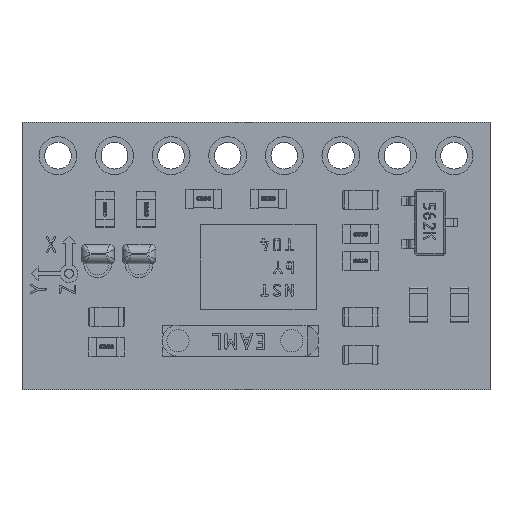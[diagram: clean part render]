
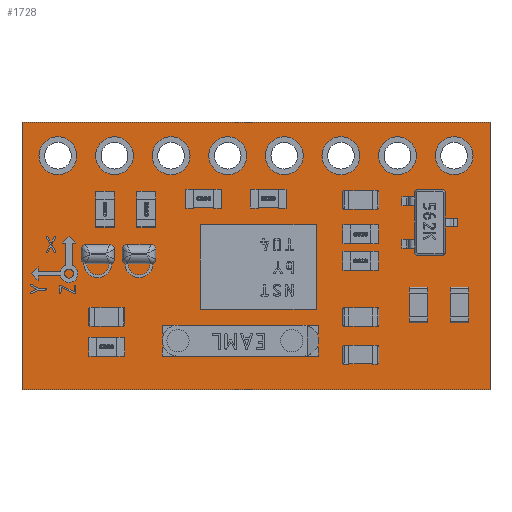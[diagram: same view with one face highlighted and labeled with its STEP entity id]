
A CAD part, top view. The second image highlights one B-rep face of the part: STEP entity #1728.
In plain terms, the highlighted planar face has unit normal (0, 0, 1).
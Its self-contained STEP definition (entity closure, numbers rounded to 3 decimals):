
#1728=ADVANCED_FACE('',(#16031,#16033,#16035,#16037,#16039,#16041,#16043,#16045,
#16047),#16049,.T.);
#16031=FACE_BOUND('',#16032,.T.);
#16032=EDGE_LOOP('',(#29179,#29180,#29181,#29182));
#16033=FACE_BOUND('',#16034,.T.);
#16034=EDGE_LOOP('',(#29183));
#16035=FACE_BOUND('',#16036,.T.);
#16036=EDGE_LOOP('',(#29184));
#16037=FACE_BOUND('',#16038,.T.);
#16038=EDGE_LOOP('',(#29185));
#16039=FACE_BOUND('',#16040,.T.);
#16040=EDGE_LOOP('',(#29186));
#16041=FACE_BOUND('',#16042,.T.);
#16042=EDGE_LOOP('',(#29187));
#16043=FACE_BOUND('',#16044,.T.);
#16044=EDGE_LOOP('',(#29188));
#16045=FACE_BOUND('',#16046,.T.);
#16046=EDGE_LOOP('',(#29189));
#16047=FACE_BOUND('',#16048,.T.);
#16048=EDGE_LOOP('',(#29190));
#16049=PLANE('',#16050);
#16050=AXIS2_PLACEMENT_3D('',#16051,#16052,#16053);
#16051=CARTESIAN_POINT('',(0.,0.,1.7));
#16052=DIRECTION('',(0.,0.,1.));
#16053=DIRECTION('',(-1.,0.,0.));
#29179=ORIENTED_EDGE('',*,*,#41799,.T.);
#29180=ORIENTED_EDGE('',*,*,#41800,.T.);
#29181=ORIENTED_EDGE('',*,*,#41801,.T.);
#29182=ORIENTED_EDGE('',*,*,#41802,.T.);
#29183=ORIENTED_EDGE('',*,*,#41803,.T.);
#29184=ORIENTED_EDGE('',*,*,#41804,.T.);
#29185=ORIENTED_EDGE('',*,*,#41805,.T.);
#29186=ORIENTED_EDGE('',*,*,#41806,.T.);
#29187=ORIENTED_EDGE('',*,*,#41807,.T.);
#29188=ORIENTED_EDGE('',*,*,#41808,.T.);
#29189=ORIENTED_EDGE('',*,*,#41809,.T.);
#29190=ORIENTED_EDGE('',*,*,#41810,.T.);
#41799=EDGE_CURVE('',#46794,#46795,#46796,.T.);
#41800=EDGE_CURVE('',#46795,#46797,#46798,.T.);
#41801=EDGE_CURVE('',#46797,#46799,#46800,.T.);
#41802=EDGE_CURVE('',#46799,#46794,#46801,.T.);
#41803=EDGE_CURVE('',#46802,#46802,#46803,.F.);
#41804=EDGE_CURVE('',#46804,#46804,#46805,.F.);
#41805=EDGE_CURVE('',#46806,#46806,#46807,.F.);
#41806=EDGE_CURVE('',#46808,#46808,#46809,.F.);
#41807=EDGE_CURVE('',#46810,#46810,#46811,.F.);
#41808=EDGE_CURVE('',#46812,#46812,#46813,.F.);
#41809=EDGE_CURVE('',#46814,#46814,#46815,.F.);
#41810=EDGE_CURVE('',#46816,#46816,#46817,.F.);
#46794=VERTEX_POINT('',#54999);
#46795=VERTEX_POINT('',#55000);
#46796=LINE('',#55001,#55002);
#46797=VERTEX_POINT('',#55004);
#46798=LINE('',#55005,#55006);
#46799=VERTEX_POINT('',#55008);
#46800=LINE('',#55009,#55010);
#46801=LINE('',#55012,#55013);
#46802=VERTEX_POINT('',#55015);
#46803=CIRCLE('',#55016,0.6);
#46804=VERTEX_POINT('',#55020);
#46805=CIRCLE('',#55021,0.6);
#46806=VERTEX_POINT('',#55025);
#46807=CIRCLE('',#55026,0.6);
#46808=VERTEX_POINT('',#55030);
#46809=CIRCLE('',#55031,0.6);
#46810=VERTEX_POINT('',#55035);
#46811=CIRCLE('',#55036,0.6);
#46812=VERTEX_POINT('',#55040);
#46813=CIRCLE('',#55041,0.6);
#46814=VERTEX_POINT('',#55045);
#46815=CIRCLE('',#55046,0.6);
#46816=VERTEX_POINT('',#55050);
#46817=CIRCLE('',#55051,0.6);
#54999=CARTESIAN_POINT('',(-10.5,0.,1.7));
#55000=CARTESIAN_POINT('',(-10.5,-12.,1.7));
#55001=CARTESIAN_POINT('',(-10.5,0.,1.7));
#55002=VECTOR('',#55003,1.);
#55003=DIRECTION('',(0.,-1.,0.));
#55004=CARTESIAN_POINT('',(10.5,-12.,1.7));
#55005=CARTESIAN_POINT('',(-10.5,-12.,1.7));
#55006=VECTOR('',#55007,1.);
#55007=DIRECTION('',(1.,0.,0.));
#55008=CARTESIAN_POINT('',(10.5,0.,1.7));
#55009=CARTESIAN_POINT('',(10.5,-12.,1.7));
#55010=VECTOR('',#55011,1.);
#55011=DIRECTION('',(0.,1.,0.));
#55012=CARTESIAN_POINT('',(10.5,0.,1.7));
#55013=VECTOR('',#55014,1.);
#55014=DIRECTION('',(-1.,0.,0.));
#55015=CARTESIAN_POINT('',(0.67,-1.5,1.7));
#55016=AXIS2_PLACEMENT_3D('',#55017,#55018,#55019);
#55017=CARTESIAN_POINT('',(1.27,-1.5,1.7));
#55018=DIRECTION('',(0.,0.,1.));
#55019=DIRECTION('',(-1.,0.,0.));
#55020=CARTESIAN_POINT('',(-1.87,-1.5,1.7));
#55021=AXIS2_PLACEMENT_3D('',#55022,#55023,#55024);
#55022=CARTESIAN_POINT('',(-1.27,-1.5,1.7));
#55023=DIRECTION('',(0.,0.,1.));
#55024=DIRECTION('',(-1.,0.,0.));
#55025=CARTESIAN_POINT('',(3.21,-1.5,1.7));
#55026=AXIS2_PLACEMENT_3D('',#55027,#55028,#55029);
#55027=CARTESIAN_POINT('',(3.81,-1.5,1.7));
#55028=DIRECTION('',(0.,0.,1.));
#55029=DIRECTION('',(-1.,0.,0.));
#55030=CARTESIAN_POINT('',(-4.41,-1.5,1.7));
#55031=AXIS2_PLACEMENT_3D('',#55032,#55033,#55034);
#55032=CARTESIAN_POINT('',(-3.81,-1.5,1.7));
#55033=DIRECTION('',(0.,0.,1.));
#55034=DIRECTION('',(-1.,0.,0.));
#55035=CARTESIAN_POINT('',(5.75,-1.5,1.7));
#55036=AXIS2_PLACEMENT_3D('',#55037,#55038,#55039);
#55037=CARTESIAN_POINT('',(6.35,-1.5,1.7));
#55038=DIRECTION('',(0.,0.,1.));
#55039=DIRECTION('',(-1.,0.,0.));
#55040=CARTESIAN_POINT('',(8.29,-1.5,1.7));
#55041=AXIS2_PLACEMENT_3D('',#55042,#55043,#55044);
#55042=CARTESIAN_POINT('',(8.89,-1.5,1.7));
#55043=DIRECTION('',(0.,0.,1.));
#55044=DIRECTION('',(-1.,0.,0.));
#55045=CARTESIAN_POINT('',(-9.49,-1.5,1.7));
#55046=AXIS2_PLACEMENT_3D('',#55047,#55048,#55049);
#55047=CARTESIAN_POINT('',(-8.89,-1.5,1.7));
#55048=DIRECTION('',(0.,0.,1.));
#55049=DIRECTION('',(-1.,0.,0.));
#55050=CARTESIAN_POINT('',(-6.95,-1.5,1.7));
#55051=AXIS2_PLACEMENT_3D('',#55052,#55053,#55054);
#55052=CARTESIAN_POINT('',(-6.35,-1.5,1.7));
#55053=DIRECTION('',(0.,0.,1.));
#55054=DIRECTION('',(-1.,0.,0.));
